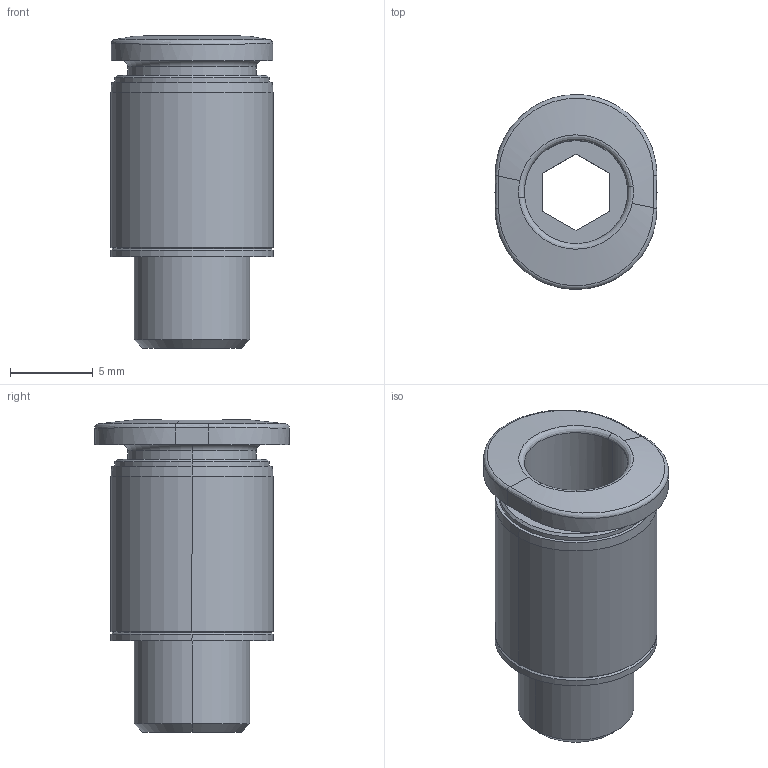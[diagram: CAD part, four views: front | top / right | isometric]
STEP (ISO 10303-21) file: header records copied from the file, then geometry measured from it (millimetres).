
FILE_DESCRIPTION (( 'STEP AP214' ), '1' );
FILE_NAME ('Fitting_M7_0.25.step', '2018-12-19T16:08:32', ( '' ), ( '' ), 'SwSTEP 2.0', 'SolidWorks 2018', '' );
FILE_SCHEMA (( 'AUTOMOTIVE_DESIGN' ));
Length unit declared in the file: inch
Products named in the file (1): Fitting_M7_0.25
Bounding box: 9.81 x 11.8 x 18.91 mm (x, y, z)
Volume: 754.4 mm3; surface area: 1056.1 mm2
Topology: 1 solids, 1 shells, 48 faces, 108 edges, 66 vertices
Faces by surface type: cylinder 14, plane 14, cone 10, bspline 8, torus 2
Entity records: 2483 total; most frequent: CARTESIAN_POINT 1103, ORIENTED_EDGE 216, DIRECTION 212, EDGE_CURVE 108, AXIS2_PLACEMENT_3D 83, VERTEX_POINT 66, EDGE_LOOP 54, ADVANCED_FACE 48
